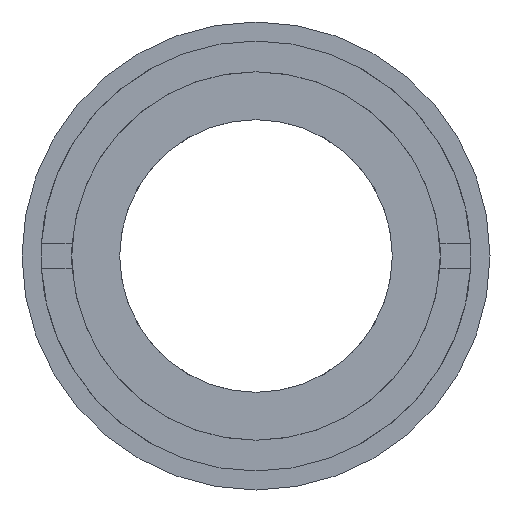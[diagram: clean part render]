
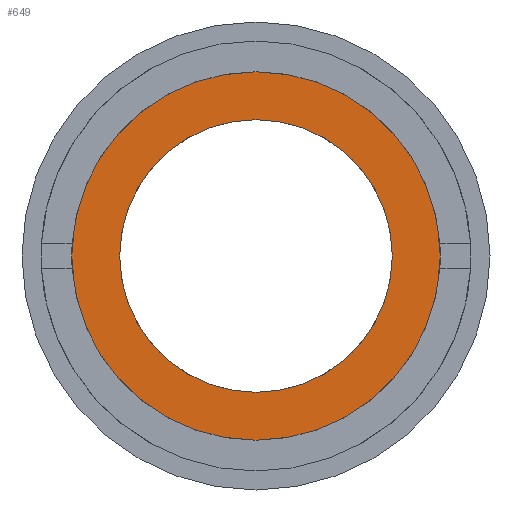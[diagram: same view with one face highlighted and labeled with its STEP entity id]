
A CAD part, front view. The second image highlights one B-rep face of the part: STEP entity #649.
In plain terms, the highlighted planar face has unit normal (0, -1, 0).
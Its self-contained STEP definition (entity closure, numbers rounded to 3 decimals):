
#63 = EDGE_CURVE ( 'NONE', #1138, #984, #146, .T. ) ;
#82 = DIRECTION ( 'NONE',  ( 0., -1., 0. ) ) ;
#137 = AXIS2_PLACEMENT_3D ( 'NONE', #273, #82, #402 ) ;
#146 = CIRCLE ( 'NONE', #937, 15.6 ) ;
#156 = EDGE_LOOP ( 'NONE', ( #925, #1093 ) ) ;
#176 = CARTESIAN_POINT ( 'NONE',  ( 0., 5., -15.6 ) ) ;
#191 = CARTESIAN_POINT ( 'NONE',  ( 0., 5., 0. ) ) ;
#265 = DIRECTION ( 'NONE',  ( 0., 0., 1. ) ) ;
#273 = CARTESIAN_POINT ( 'NONE',  ( -11.1, 5., 0. ) ) ;
#345 = PLANE ( 'NONE',  #137 ) ;
#402 = DIRECTION ( 'NONE',  ( 0., 0., -1. ) ) ;
#425 = FACE_OUTER_BOUND ( 'NONE', #156, .T. ) ;
#504 = DIRECTION ( 'NONE',  ( 0., 1., 0. ) ) ;
#508 = DIRECTION ( 'NONE',  ( 0., 0., 1. ) ) ;
#511 = CARTESIAN_POINT ( 'NONE',  ( 0., 5., -11.1 ) ) ;
#569 = DIRECTION ( 'NONE',  ( 0., 0., 1. ) ) ;
#575 = DIRECTION ( 'NONE',  ( 0., 1., 0. ) ) ;
#618 = CARTESIAN_POINT ( 'NONE',  ( 0., 5., 15.6 ) ) ;
#628 = CARTESIAN_POINT ( 'NONE',  ( 0., 5., 11.1 ) ) ;
#649 = ADVANCED_FACE ( 'NONE', ( #847, #425 ), #345, .T. ) ;
#672 = EDGE_CURVE ( 'NONE', #984, #1138, #1197, .T. ) ;
#695 = EDGE_CURVE ( 'NONE', #988, #977, #896, .T. ) ;
#724 = ORIENTED_EDGE ( 'NONE', *, *, #762, .T. ) ;
#762 = EDGE_CURVE ( 'NONE', #977, #988, #815, .T. ) ;
#767 = ORIENTED_EDGE ( 'NONE', *, *, #695, .T. ) ;
#815 = CIRCLE ( 'NONE', #917, 11.1 ) ;
#847 = FACE_BOUND ( 'NONE', #1320, .T. ) ;
#896 = CIRCLE ( 'NONE', #1133, 11.1 ) ;
#917 = AXIS2_PLACEMENT_3D ( 'NONE', #191, #575, #569 ) ;
#925 = ORIENTED_EDGE ( 'NONE', *, *, #672, .F. ) ;
#937 = AXIS2_PLACEMENT_3D ( 'NONE', #1078, #504, #265 ) ;
#974 = DIRECTION ( 'NONE',  ( 0., 1., 0. ) ) ;
#977 = VERTEX_POINT ( 'NONE', #511 ) ;
#984 = VERTEX_POINT ( 'NONE', #618 ) ;
#988 = VERTEX_POINT ( 'NONE', #628 ) ;
#1078 = CARTESIAN_POINT ( 'NONE',  ( 0., 5., 0. ) ) ;
#1093 = ORIENTED_EDGE ( 'NONE', *, *, #63, .F. ) ;
#1133 = AXIS2_PLACEMENT_3D ( 'NONE', #1253, #1162, #508 ) ;
#1138 = VERTEX_POINT ( 'NONE', #176 ) ;
#1162 = DIRECTION ( 'NONE',  ( 0., 1., 0. ) ) ;
#1197 = CIRCLE ( 'NONE', #1329, 15.6 ) ;
#1218 = CARTESIAN_POINT ( 'NONE',  ( 0., 5., 0. ) ) ;
#1226 = DIRECTION ( 'NONE',  ( 0., 0., 1. ) ) ;
#1253 = CARTESIAN_POINT ( 'NONE',  ( 0., 5., 0. ) ) ;
#1320 = EDGE_LOOP ( 'NONE', ( #767, #724 ) ) ;
#1329 = AXIS2_PLACEMENT_3D ( 'NONE', #1218, #974, #1226 ) ;
